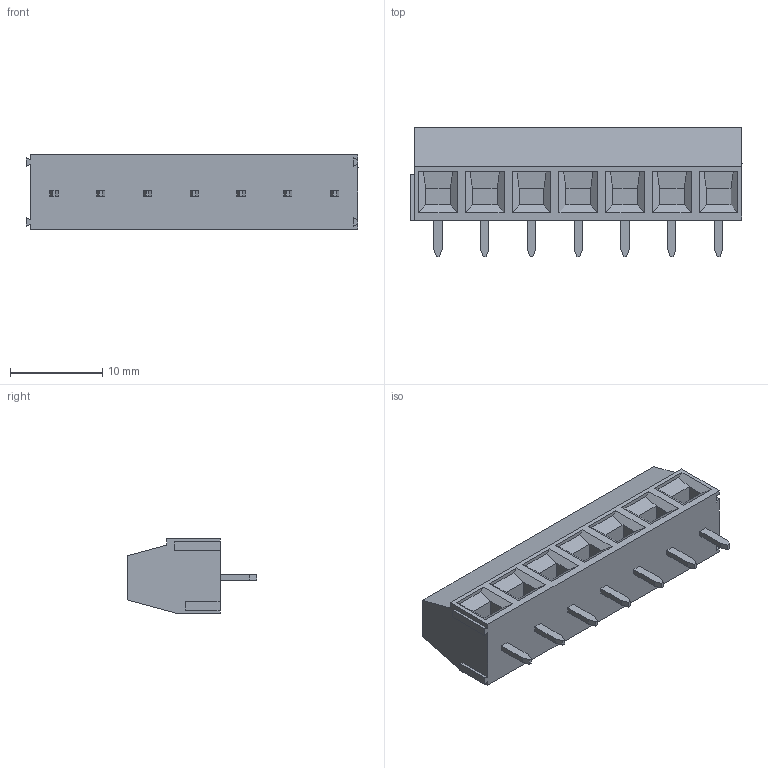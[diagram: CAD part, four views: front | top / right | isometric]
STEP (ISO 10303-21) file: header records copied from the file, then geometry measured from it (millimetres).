
FILE_DESCRIPTION (( 'STEP AP214' ), '1' );
FILE_NAME ('DG127-5.08-07P-4Y-00AH.STEP', '2021-01-02T22:24:55', ( '' ), ( '' ), 'SwSTEP 2.0', 'SolidWorks 2020', '' );
FILE_SCHEMA (( 'AUTOMOTIVE_DESIGN' ));
Length unit declared in the file: millimetre
Products named in the file (1): DG127-5.08-07P-4Y-00AH
Bounding box: 36.06 x 14.1 x 8.1 mm (x, y, z)
Volume: 2250 mm3; surface area: 2105.3 mm2
Topology: 1 solids, 1 shells, 580 faces, 1531 edges, 1009 vertices
Faces by surface type: plane 385, bspline 146, cylinder 28, torus 21
Entity records: 29950 total; most frequent: CARTESIAN_POINT 11653, ORIENTED_EDGE 3062, DIRECTION 2151, EDGE_CURVE 1531, VECTOR 1057, LINE 1057, VERTEX_POINT 1009, EDGE_LOOP 636
